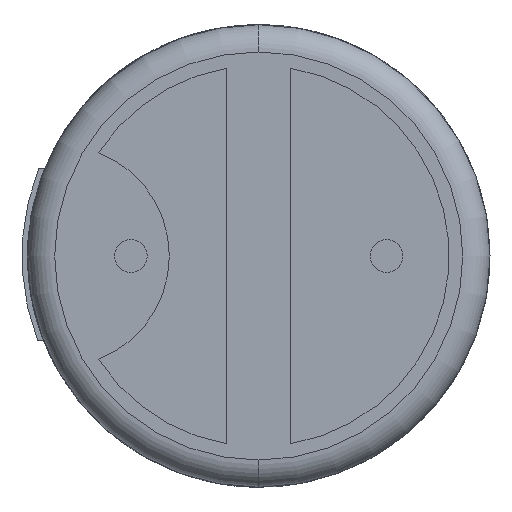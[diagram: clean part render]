
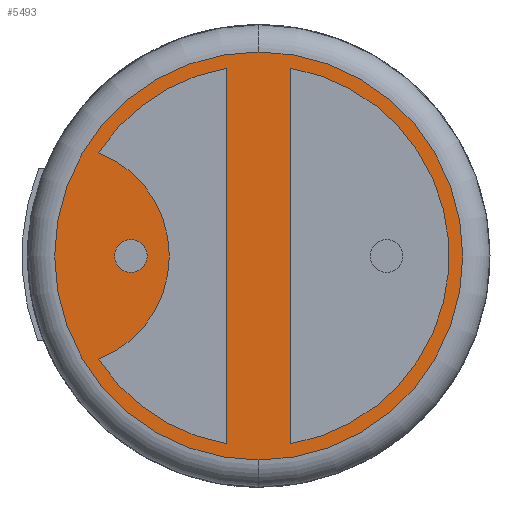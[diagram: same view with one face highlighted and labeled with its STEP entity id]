
A CAD part, front view. The second image highlights one B-rep face of the part: STEP entity #5493.
In plain terms, the highlighted planar face has unit normal (0, -1, 0).
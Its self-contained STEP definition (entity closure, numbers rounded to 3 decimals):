
#36 = CARTESIAN_POINT ( 'NONE',  ( -1.179, 0., 6.9 ) ) ;
#37 = CARTESIAN_POINT ( 'NONE',  ( -5.879, 0., 3.799 ) ) ;
#38 = CARTESIAN_POINT ( 'NONE',  ( -5.879, 0., -3.799 ) ) ;
#39 = CARTESIAN_POINT ( 'NONE',  ( -1.179, 0., -6.9 ) ) ;
#40 = CARTESIAN_POINT ( 'NONE',  ( 1.179, 0., -6.9 ) ) ;
#41 = CARTESIAN_POINT ( 'NONE',  ( 1.179, 0., 6.9 ) ) ;
#448 = CARTESIAN_POINT ( 'NONE',  ( 0., 0., 7.5 ) ) ;
#449 = CARTESIAN_POINT ( 'NONE',  ( 0., 0., -7.5 ) ) ;
#452 = CARTESIAN_POINT ( 'NONE',  ( -4.7, 0., -0.6 ) ) ;
#453 = CARTESIAN_POINT ( 'NONE',  ( -4.7, 0., 0.6 ) ) ;
#3090 = FACE_BOUND ( 'NONE', #5413, .T. ) ;
#3091 = FACE_OUTER_BOUND ( 'NONE', #5412, .T. ) ;
#3092 = FACE_BOUND ( 'NONE', #5411, .T. ) ;
#3093 = FACE_BOUND ( 'NONE', #5410, .T. ) ;
#4186 = AXIS2_PLACEMENT_3D ( 'NONE', #11070, #11071, #11072 ) ;
#4187 = CIRCLE ( 'NONE', #4186, 7.5 ) ;
#4194 = AXIS2_PLACEMENT_3D ( 'NONE', #11059, #11060, #11061 ) ;
#4199 = CIRCLE ( 'NONE', #4194, 0.6 ) ;
#5410 = EDGE_LOOP ( 'NONE', ( #10389, #10388 ) ) ;
#5411 = EDGE_LOOP ( 'NONE', ( #10392, #10393, #10391, #10399 ) ) ;
#5412 = EDGE_LOOP ( 'NONE', ( #10395, #10394 ) ) ;
#5413 = EDGE_LOOP ( 'NONE', ( #10397, #10396 ) ) ;
#5493 = ADVANCED_FACE ( 'NONE', ( #3090, #3091, #3092, #3093 ), #6056, .F. ) ;
#6056 = PLANE ( 'NONE',  #11798 ) ;
#6057 = CARTESIAN_POINT ( 'NONE',  ( 0., 0., 0. ) ) ;
#6058 = DIRECTION ( 'NONE',  ( 0., 1., 0. ) ) ;
#6059 = DIRECTION ( 'NONE',  ( 0., 0., 1. ) ) ;
#8826 = AXIS2_PLACEMENT_3D ( 'NONE', #16831, #16832, #16833 ) ;
#8830 = AXIS2_PLACEMENT_3D ( 'NONE', #16825, #16826, #16827 ) ;
#8835 = CIRCLE ( 'NONE', #8826, 4.08 ) ;
#8837 = AXIS2_PLACEMENT_3D ( 'NONE', #16820, #16821, #16822 ) ;
#8839 = CIRCLE ( 'NONE', #8837, 7. ) ;
#8843 = AXIS2_PLACEMENT_3D ( 'NONE', #16815, #16816, #16817 ) ;
#8844 = VECTOR ( 'NONE', #16814, 1000. ) ;
#8847 = CIRCLE ( 'NONE', #8843, 7. ) ;
#8850 = CIRCLE ( 'NONE', #8830, 0.6 ) ;
#8855 = AXIS2_PLACEMENT_3D ( 'NONE', #16804, #16805, #16806 ) ;
#8859 = CIRCLE ( 'NONE', #8855, 7. ) ;
#8860 = VECTOR ( 'NONE', #16801, 1000. ) ;
#8863 = AXIS2_PLACEMENT_3D ( 'NONE', #16797, #16798, #16799 ) ;
#8864 = CIRCLE ( 'NONE', #8863, 7.5 ) ;
#9973 = EDGE_CURVE ( 'NONE', #18213, #18212, #8864, .T. ) ;
#9974 = EDGE_CURVE ( 'NONE', #13668, #13667, #17813, .T. ) ;
#9976 = EDGE_CURVE ( 'NONE', #13667, #13668, #8859, .T. ) ;
#9980 = EDGE_CURVE ( 'NONE', #13666, #13663, #17818, .T. ) ;
#9981 = EDGE_CURVE ( 'NONE', #13663, #13664, #8847, .T. ) ;
#9983 = EDGE_CURVE ( 'NONE', #13665, #13666, #8839, .T. ) ;
#9985 = EDGE_CURVE ( 'NONE', #18217, #18216, #8850, .T. ) ;
#9987 = EDGE_CURVE ( 'NONE', #13664, #13665, #8835, .T. ) ;
#10183 = EDGE_CURVE ( 'NONE', #18216, #18217, #4199, .T. ) ;
#10187 = EDGE_CURVE ( 'NONE', #18212, #18213, #4187, .T. ) ;
#10388 = ORIENTED_EDGE ( 'NONE', *, *, #10183, .F. ) ;
#10389 = ORIENTED_EDGE ( 'NONE', *, *, #9985, .F. ) ;
#10391 = ORIENTED_EDGE ( 'NONE', *, *, #9981, .F. ) ;
#10392 = ORIENTED_EDGE ( 'NONE', *, *, #9983, .F. ) ;
#10393 = ORIENTED_EDGE ( 'NONE', *, *, #9987, .F. ) ;
#10394 = ORIENTED_EDGE ( 'NONE', *, *, #9973, .F. ) ;
#10395 = ORIENTED_EDGE ( 'NONE', *, *, #10187, .F. ) ;
#10396 = ORIENTED_EDGE ( 'NONE', *, *, #9974, .F. ) ;
#10397 = ORIENTED_EDGE ( 'NONE', *, *, #9976, .F. ) ;
#10399 = ORIENTED_EDGE ( 'NONE', *, *, #9980, .F. ) ;
#11059 = CARTESIAN_POINT ( 'NONE',  ( -4.7, 0., 0. ) ) ;
#11060 = DIRECTION ( 'NONE',  ( 0., -1., 0. ) ) ;
#11061 = DIRECTION ( 'NONE',  ( 0., 0., 1. ) ) ;
#11070 = CARTESIAN_POINT ( 'NONE',  ( 0., 0., 0. ) ) ;
#11071 = DIRECTION ( 'NONE',  ( 0., 1., 0. ) ) ;
#11072 = DIRECTION ( 'NONE',  ( 0., 0., 1. ) ) ;
#11798 = AXIS2_PLACEMENT_3D ( 'NONE', #6057, #6058, #6059 ) ;
#13663 = VERTEX_POINT ( 'NONE', #36 ) ;
#13664 = VERTEX_POINT ( 'NONE', #37 ) ;
#13665 = VERTEX_POINT ( 'NONE', #38 ) ;
#13666 = VERTEX_POINT ( 'NONE', #39 ) ;
#13667 = VERTEX_POINT ( 'NONE', #40 ) ;
#13668 = VERTEX_POINT ( 'NONE', #41 ) ;
#16797 = CARTESIAN_POINT ( 'NONE',  ( 0., 0., 0. ) ) ;
#16798 = DIRECTION ( 'NONE',  ( 0., 1., 0. ) ) ;
#16799 = DIRECTION ( 'NONE',  ( 0., 0., 1. ) ) ;
#16800 = CARTESIAN_POINT ( 'NONE',  ( 1.179, 0., 0. ) ) ;
#16801 = DIRECTION ( 'NONE',  ( 0., 0., -1. ) ) ;
#16804 = CARTESIAN_POINT ( 'NONE',  ( 0., 0., 0. ) ) ;
#16805 = DIRECTION ( 'NONE',  ( 0., -1., 0. ) ) ;
#16806 = DIRECTION ( 'NONE',  ( 0., 0., 1. ) ) ;
#16813 = CARTESIAN_POINT ( 'NONE',  ( -1.179, 0., 0. ) ) ;
#16814 = DIRECTION ( 'NONE',  ( 0., 0., 1. ) ) ;
#16815 = CARTESIAN_POINT ( 'NONE',  ( 0., 0., 0. ) ) ;
#16816 = DIRECTION ( 'NONE',  ( 0., -1., 0. ) ) ;
#16817 = DIRECTION ( 'NONE',  ( 0., 0., 1. ) ) ;
#16820 = CARTESIAN_POINT ( 'NONE',  ( 0., 0., 0. ) ) ;
#16821 = DIRECTION ( 'NONE',  ( 0., -1., 0. ) ) ;
#16822 = DIRECTION ( 'NONE',  ( 0., 0., 1. ) ) ;
#16825 = CARTESIAN_POINT ( 'NONE',  ( -4.7, 0., 0. ) ) ;
#16826 = DIRECTION ( 'NONE',  ( 0., -1., 0. ) ) ;
#16827 = DIRECTION ( 'NONE',  ( 0., 0., 1. ) ) ;
#16831 = CARTESIAN_POINT ( 'NONE',  ( -7.366, 0., 0. ) ) ;
#16832 = DIRECTION ( 'NONE',  ( 0., 1., 0. ) ) ;
#16833 = DIRECTION ( 'NONE',  ( 0., 0., 1. ) ) ;
#17813 = LINE ( 'NONE', #16800, #8860 ) ;
#17818 = LINE ( 'NONE', #16813, #8844 ) ;
#18212 = VERTEX_POINT ( 'NONE', #448 ) ;
#18213 = VERTEX_POINT ( 'NONE', #449 ) ;
#18216 = VERTEX_POINT ( 'NONE', #452 ) ;
#18217 = VERTEX_POINT ( 'NONE', #453 ) ;
